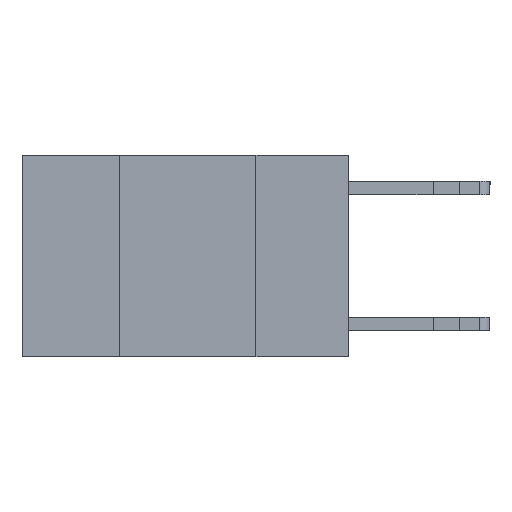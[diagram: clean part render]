
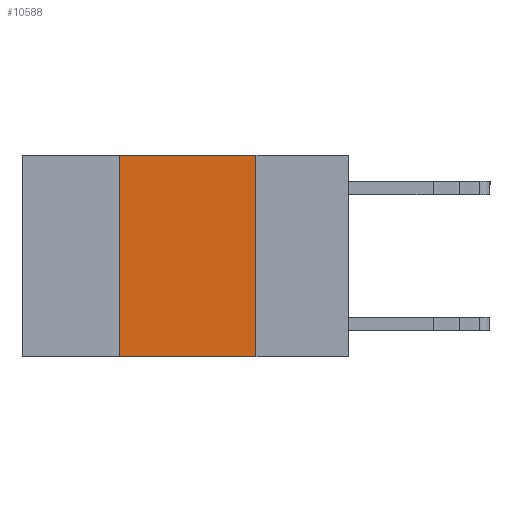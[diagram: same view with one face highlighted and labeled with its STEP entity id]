
A CAD part, left-side view. The second image highlights one B-rep face of the part: STEP entity #10588.
In plain terms, the highlighted planar face has unit normal (-1, 0, 0).
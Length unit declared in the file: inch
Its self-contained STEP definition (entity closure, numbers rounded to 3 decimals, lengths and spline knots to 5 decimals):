
#827 = VECTOR ( 'NONE', #6424, 39.37008 ) ;
#969 = EDGE_CURVE ( 'NONE', #12665, #10730, #10455, .T. ) ;
#1421 = CARTESIAN_POINT ( 'NONE',  ( 0., 0.42, 0. ) ) ;
#2677 = CARTESIAN_POINT ( 'NONE',  ( 0., 0.42, 0. ) ) ;
#2710 = PLANE ( 'NONE',  #15890 ) ;
#4042 = FACE_OUTER_BOUND ( 'NONE', #14675, .T. ) ;
#5823 = CARTESIAN_POINT ( 'NONE',  ( 0., 0.17, 0. ) ) ;
#6424 = DIRECTION ( 'NONE',  ( 0., -1., 0. ) ) ;
#6434 = LINE ( 'NONE', #1421, #12806 ) ;
#6453 = CARTESIAN_POINT ( 'NONE',  ( 0., 0.42, -0.37 ) ) ;
#6573 = DIRECTION ( 'NONE',  ( 0., 0., -1. ) ) ;
#6590 = EDGE_CURVE ( 'NONE', #15955, #15307, #8795, .T. ) ;
#6834 = DIRECTION ( 'NONE',  ( 1., 0., 0. ) ) ;
#7525 = VECTOR ( 'NONE', #6573, 39.37008 ) ;
#7923 = ORIENTED_EDGE ( 'NONE', *, *, #969, .F. ) ;
#8461 = DIRECTION ( 'NONE',  ( 0., -1., 0. ) ) ;
#8546 = CARTESIAN_POINT ( 'NONE',  ( 0., 0.17, -0.37 ) ) ;
#8795 = LINE ( 'NONE', #17031, #9136 ) ;
#9136 = VECTOR ( 'NONE', #8461, 39.37008 ) ;
#9617 = CARTESIAN_POINT ( 'NONE',  ( 0., 0.17, 0. ) ) ;
#10455 = LINE ( 'NONE', #13078, #827 ) ;
#10466 = DIRECTION ( 'NONE',  ( 0., 0., 1. ) ) ;
#10522 = EDGE_CURVE ( 'NONE', #10730, #15307, #16477, .T. ) ;
#10588 = ADVANCED_FACE ( 'NONE', ( #4042 ), #2710, .F. ) ;
#10730 = VERTEX_POINT ( 'NONE', #5823 ) ;
#10941 = ORIENTED_EDGE ( 'NONE', *, *, #10522, .F. ) ;
#11966 = EDGE_CURVE ( 'NONE', #15955, #12665, #6434, .T. ) ;
#12315 = DIRECTION ( 'NONE',  ( 0., 0., -1. ) ) ;
#12665 = VERTEX_POINT ( 'NONE', #2677 ) ;
#12806 = VECTOR ( 'NONE', #10466, 39.37008 ) ;
#13078 = CARTESIAN_POINT ( 'NONE',  ( 0., 0.6, 0. ) ) ;
#13692 = CARTESIAN_POINT ( 'NONE',  ( 0., 0.6, 0. ) ) ;
#14675 = EDGE_LOOP ( 'NONE', ( #10941, #7923, #15958, #17590 ) ) ;
#15307 = VERTEX_POINT ( 'NONE', #8546 ) ;
#15890 = AXIS2_PLACEMENT_3D ( 'NONE', #13692, #6834, #12315 ) ;
#15955 = VERTEX_POINT ( 'NONE', #6453 ) ;
#15958 = ORIENTED_EDGE ( 'NONE', *, *, #11966, .F. ) ;
#16477 = LINE ( 'NONE', #9617, #7525 ) ;
#17031 = CARTESIAN_POINT ( 'NONE',  ( 0., 0.6, -0.37 ) ) ;
#17590 = ORIENTED_EDGE ( 'NONE', *, *, #6590, .T. ) ;
